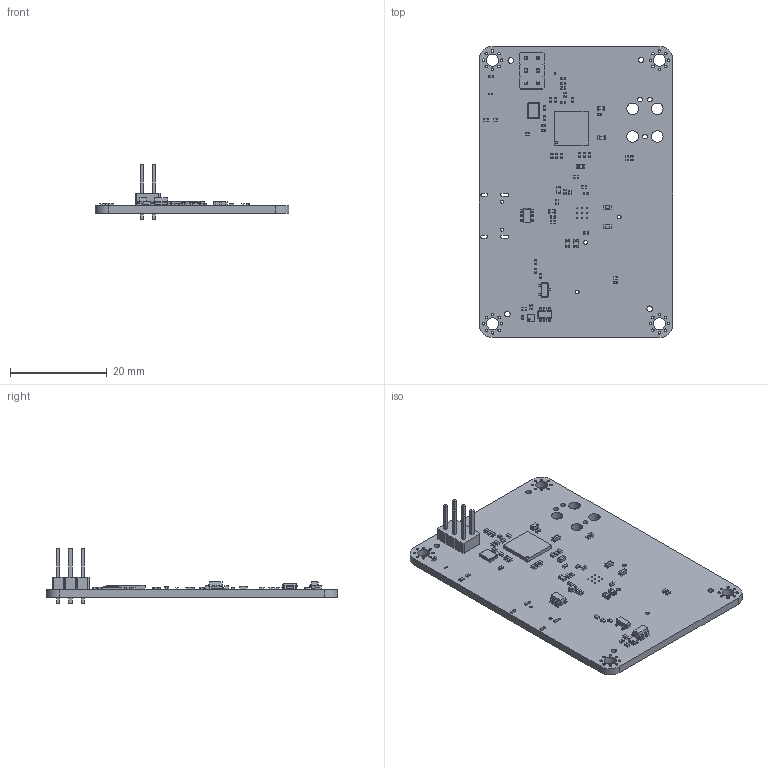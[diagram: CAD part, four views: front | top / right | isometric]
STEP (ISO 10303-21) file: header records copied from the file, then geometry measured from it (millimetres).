
FILE_DESCRIPTION(('KiCad electronic assembly'),'2;1');
FILE_NAME('Sensor_Nodes.step','2025-04-21T09:40:56',('Pcbnew'),('Kicad') ,'Open CASCADE STEP processor 7.6','KiCad to STEP converter','Unknown' );
FILE_SCHEMA(('AUTOMOTIVE_DESIGN { 1 0 10303 214 1 1 1 1 }'));
Length unit declared in the file: millimetre
Products named in the file (26): Sensor_Nodes 1; C_0402_1005Metric; SOT-23-6; SOT_23_6; L_0402_1005Metric; R_0402_1005Metric; Nordic_AQFN-73-1EP_7x7mm_P0.5mm; SOT-23; SOT_23; C_0603_1608Metric; R_0603_1608Metric; WSON-6_1.5x1.5mm_P0.5mm; WSON6_15x15mm_Pitch05mm; D_0603_1608Metric; D_0603; Crystal_SMD_3225-4Pin_3.2x2.5mm; PinHeader_2x03_P2.54mm_Vertical; PinHeader_2x03_P254mm_Vertical; Sensor_Nodes_PCB
Assembly tree (71 placements, depth 3):
  Sensor_Nodes 1
    C_0402_1005Metric  x26
      C_0402_1005Metric
    SOT-23-6  x2
      SOT_23_6
    L_0402_1005Metric
      L_0402_1005Metric
    R_0402_1005Metric  x15
      R_0402_1005Metric
    Nordic_AQFN-73-1EP_7x7mm_P0.5mm
      Nordic_AQFN-73-1EP_7x7mm_P0.5mm
    SOT-23
      SOT_23
    C_0603_1608Metric  x5
      C_0603_1608Metric
    R_0603_1608Metric
      R_0603_1608Metric
    WSON-6_1.5x1.5mm_P0.5mm
      WSON6_15x15mm_Pitch05mm
    D_0603_1608Metric  x3
      D_0603
    Crystal_SMD_3225-4Pin_3.2x2.5mm
      Crystal_SMD_3225-4Pin_3.2x2.5mm
    PinHeader_2x03_P2.54mm_Vertical
      PinHeader_2x03_P254mm_Vertical
    Sensor_Nodes_PCB
Bounding box: 40 x 60.01 x 11.54 mm (x, y, z)
Volume: 3917.6 mm3; surface area: 5940.8 mm2
Topology: 59 solids, 59 shells, 2212 faces, 5561 edges, 3624 vertices
Faces by surface type: plane 1342, cylinder 783, bspline 87
Full cylindrical faces by diameter (mm): 0.2 x11, 0.25 x73, 0.3 x2, 0.5 x33, 0.65 x2, 0.8 x3, 0.991 x3, 1 x6, 1.152 x4, 2.375 x4, 2.5 x4
Entity records: 30199 total; most frequent: CARTESIAN_POINT 4508, DIRECTION 4147, ORIENTED_EDGE 3974, EDGE_CURVE 1987, AXIS2_PLACEMENT_3D 1383, LINE 1381, VECTOR 1381, VERTEX_POINT 1276
